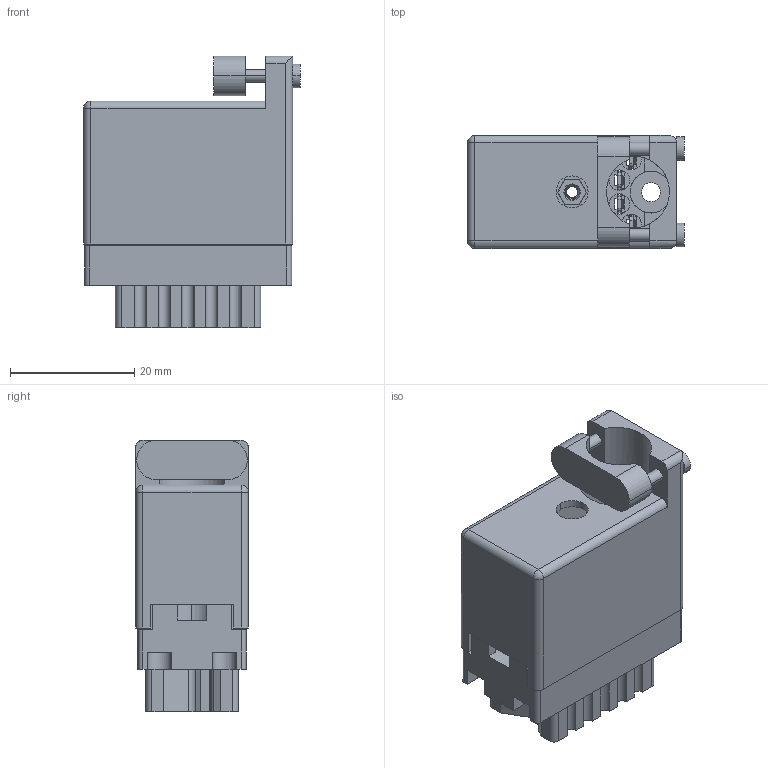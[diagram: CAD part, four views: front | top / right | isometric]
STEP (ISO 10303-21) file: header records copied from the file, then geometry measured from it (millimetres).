
FILE_DESCRIPTION (( 'STEP AP203' ), '1' );
FILE_NAME ('516-020-501-216.STEP', '2020-09-08T13:17:38', ( '' ), ( '' ), 'SwSTEP 2.0', 'SolidWorks 2020', '' );
FILE_SCHEMA (( 'CONFIG_CONTROL_DESIGN' ));
Length unit declared in the file: inch
Products named in the file (5): 516 Part Receptacle_020; 516-020-501-216; 516-252-025-100_516-252-025-100; 516-292-001_501 Contact; 516-230-001_Plastic - 020 Top Entry
Assembly tree (23 placements, depth 2):
  516-020-501-216
    516 Part Receptacle_020
    516-292-001_501 Contact  x20
    516-230-001_Plastic - 020 Top Entry
    516-252-025-100_516-252-025-100
Bounding box: 34.92 x 18.16 x 43.71 mm (x, y, z)
Volume: 9697 mm3; surface area: 18341.8 mm2
Topology: 23 solids, 23 shells, 2167 faces, 6271 edges, 4157 vertices
Faces by surface type: plane 1275, cylinder 756, bspline 123, cone 11, sphere 2
Entity records: 30351 total; most frequent: CARTESIAN_POINT 7704, ORIENTED_EDGE 4634, DIRECTION 4458, EDGE_CURVE 2317, LINE 1616, VECTOR 1616, VERTEX_POINT 1535, AXIS2_PLACEMENT_3D 1421
